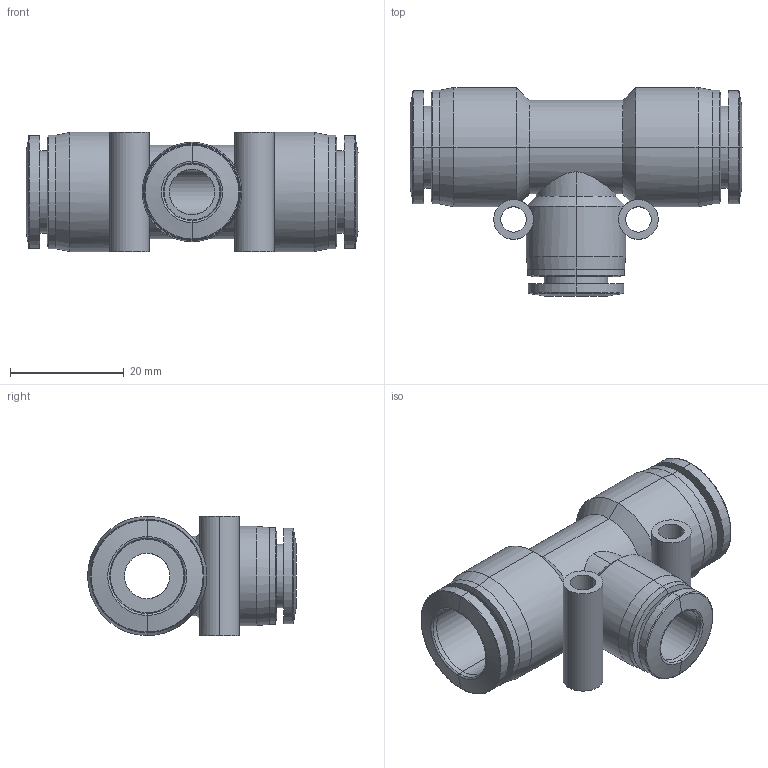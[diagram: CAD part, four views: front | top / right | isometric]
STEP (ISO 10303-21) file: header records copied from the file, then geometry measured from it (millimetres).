
FILE_DESCRIPTION (( 'STEP AP214' ), '1' );
FILE_NAME ('UTR12-38.step', '2016-02-24T20:50:01', ( '' ), ( '' ), 'SwSTEP 2.0', 'SolidWorks 2015', '' );
FILE_SCHEMA (( 'AUTOMOTIVE_DESIGN' ));
Length unit declared in the file: inch
Products named in the file (1): UTR12-38
Bounding box: 58.5 x 36.8 x 21 mm (x, y, z)
Volume: 13379.9 mm3; surface area: 10033.4 mm2
Topology: 1 solids, 1 shells, 103 faces, 230 edges, 134 vertices
Faces by surface type: cylinder 47, cone 30, plane 14, bspline 12
Entity records: 4690 total; most frequent: CARTESIAN_POINT 991, DIRECTION 528, ORIENTED_EDGE 460, EDGE_CURVE 230, AXIS2_PLACEMENT_3D 224, VERTEX_POINT 134, CIRCLE 132, EDGE_LOOP 120
